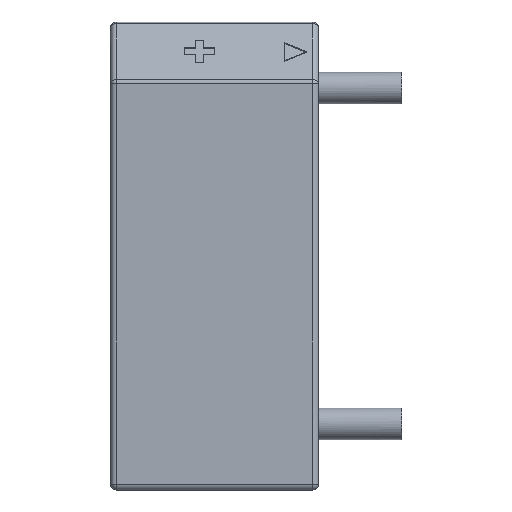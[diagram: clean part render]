
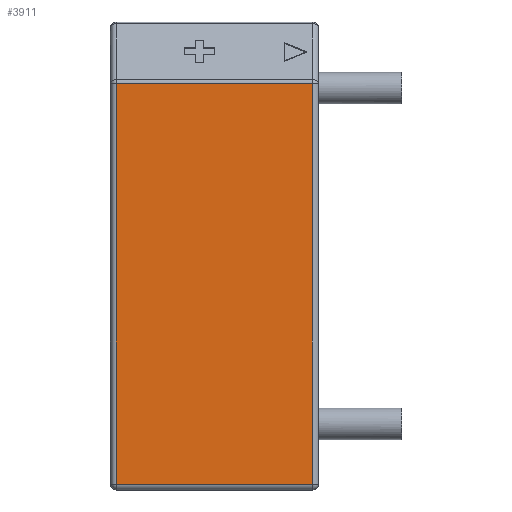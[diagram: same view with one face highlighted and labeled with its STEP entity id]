
A CAD part, left-side view. The second image highlights one B-rep face of the part: STEP entity #3911.
In plain terms, the highlighted planar face has unit normal (-1, 0, 0).
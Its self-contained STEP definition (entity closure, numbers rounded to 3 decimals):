
#2253 = CARTESIAN_POINT ( 'NONE',  ( -2.223, 0.3, 0.14 ) ) ;
#2311 = EDGE_CURVE ( 'NONE', #2471, #14755, #12670, .T. ) ;
#2471 = VERTEX_POINT ( 'NONE', #14146 ) ;
#2553 = ORIENTED_EDGE ( 'NONE', *, *, #2311, .T. ) ;
#3911 = ADVANCED_FACE ( 'NONE', ( #10624 ), #15814, .F. ) ;
#4067 = EDGE_CURVE ( 'NONE', #14602, #2471, #10098, .T. ) ;
#4427 = LINE ( 'NONE', #16126, #15471 ) ;
#5826 = AXIS2_PLACEMENT_3D ( 'NONE', #7287, #13672, #7034 ) ;
#6762 = VECTOR ( 'NONE', #16608, 1000. ) ;
#7034 = DIRECTION ( 'NONE',  ( 0., 0., -1. ) ) ;
#7287 = CARTESIAN_POINT ( 'NONE',  ( -2.223, 7.1, -13.525 ) ) ;
#7594 = EDGE_CURVE ( 'NONE', #14755, #12875, #4427, .T. ) ;
#7741 = VECTOR ( 'NONE', #15211, 1000. ) ;
#8687 = DIRECTION ( 'NONE',  ( 0., -1., 0. ) ) ;
#9026 = CARTESIAN_POINT ( 'NONE',  ( -2.223, 0.3, -13.325 ) ) ;
#9077 = CARTESIAN_POINT ( 'NONE',  ( -2.223, 0.3, -13.525 ) ) ;
#9218 = VECTOR ( 'NONE', #11735, 1000. ) ;
#10098 = LINE ( 'NONE', #12987, #7741 ) ;
#10370 = LINE ( 'NONE', #9077, #9218 ) ;
#10624 = FACE_OUTER_BOUND ( 'NONE', #12538, .T. ) ;
#11557 = CARTESIAN_POINT ( 'NONE',  ( -2.223, 6.9, -13.325 ) ) ;
#11735 = DIRECTION ( 'NONE',  ( 0., 0., 1. ) ) ;
#12538 = EDGE_LOOP ( 'NONE', ( #13552, #13329, #2553, #13975 ) ) ;
#12670 = LINE ( 'NONE', #12923, #6762 ) ;
#12875 = VERTEX_POINT ( 'NONE', #9026 ) ;
#12923 = CARTESIAN_POINT ( 'NONE',  ( -2.223, 6.9, -13.525 ) ) ;
#12987 = CARTESIAN_POINT ( 'NONE',  ( -2.223, 7.1, 0.14 ) ) ;
#13329 = ORIENTED_EDGE ( 'NONE', *, *, #4067, .T. ) ;
#13552 = ORIENTED_EDGE ( 'NONE', *, *, #16021, .T. ) ;
#13672 = DIRECTION ( 'NONE',  ( 1., 0., 0. ) ) ;
#13975 = ORIENTED_EDGE ( 'NONE', *, *, #7594, .T. ) ;
#14146 = CARTESIAN_POINT ( 'NONE',  ( -2.223, 6.9, 0.14 ) ) ;
#14602 = VERTEX_POINT ( 'NONE', #2253 ) ;
#14755 = VERTEX_POINT ( 'NONE', #11557 ) ;
#15211 = DIRECTION ( 'NONE',  ( 0., 1., 0. ) ) ;
#15471 = VECTOR ( 'NONE', #8687, 1000. ) ;
#15814 = PLANE ( 'NONE',  #5826 ) ;
#16021 = EDGE_CURVE ( 'NONE', #12875, #14602, #10370, .T. ) ;
#16126 = CARTESIAN_POINT ( 'NONE',  ( -2.223, 7.1, -13.325 ) ) ;
#16608 = DIRECTION ( 'NONE',  ( 0., 0., -1. ) ) ;
